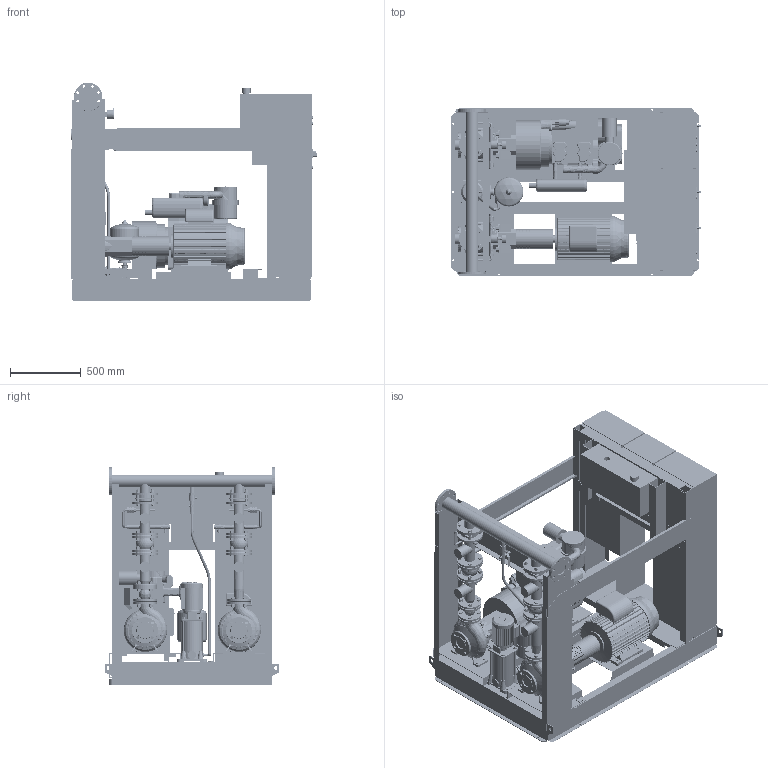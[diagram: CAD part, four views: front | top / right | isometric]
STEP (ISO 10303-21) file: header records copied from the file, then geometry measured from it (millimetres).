
FILE_DESCRIPTION((''),'2;1');
FILE_NAME('3d_Sifire-EN-50_200-208-18.5_26.5_1.1EDJ-4184020.stp','2015-05-26T08:15:53',(''),(''),'Mechanical Desktop 2009','Mechanical Desktop 2009',', , ');
FILE_SCHEMA(('CONFIG_CONTROL_DESIGN'));
Length unit declared in the file: millimetre
Products named in the file (1): Product
Bounding box: 1754.5 x 1230 x 1540 mm (x, y, z)
Volume: 522066022.6 mm3; surface area: 35244609.2 mm2
Topology: 245 solids, 245 shells, 6266 faces, 15086 edges, 9580 vertices
Faces by surface type: bspline 2391, plane 2116, cylinder 1065, cone 528, torus 134, sphere 32
Entity records: 206114 total; most frequent: CARTESIAN_POINT 69504, ORIENTED_EDGE 30104, DIRECTION 25346, EDGE_CURVE 15052, VERTEX_POINT 9576, VECTOR 8452, LINE 8452, AXIS2_PLACEMENT_3D 8447
